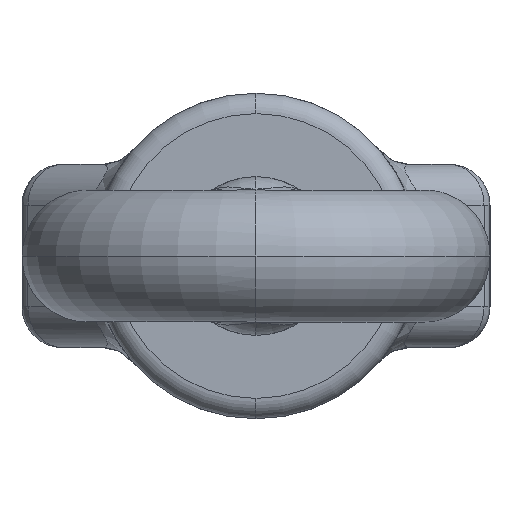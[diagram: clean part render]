
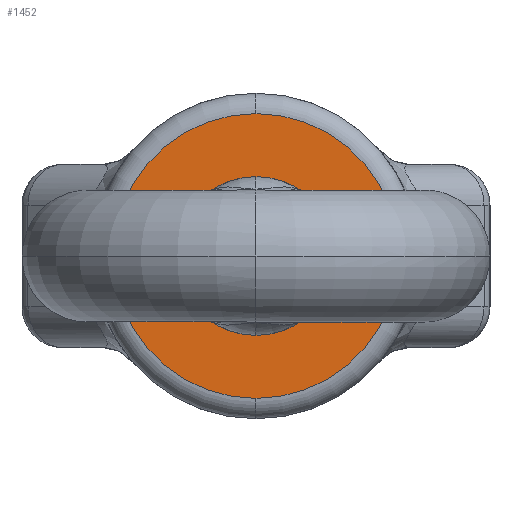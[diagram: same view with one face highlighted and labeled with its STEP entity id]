
A CAD part, left-side view. The second image highlights one B-rep face of the part: STEP entity #1452.
In plain terms, the highlighted planar face has unit normal (-1, 0, 0).
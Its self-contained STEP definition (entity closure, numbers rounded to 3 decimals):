
#380 = EDGE_CURVE ( 'NONE', #1141, #5477, #3669, .T. ) ;
#435 = CIRCLE ( 'NONE', #2240, 7. ) ;
#498 = AXIS2_PLACEMENT_3D ( 'NONE', #5098, #5674, #5530 ) ;
#518 = CIRCLE ( 'NONE', #3395, 7. ) ;
#742 = DIRECTION ( 'NONE',  ( 0., 0., 1. ) ) ;
#846 = EDGE_CURVE ( 'NONE', #5477, #1141, #1064, .T. ) ;
#996 = ORIENTED_EDGE ( 'NONE', *, *, #5687, .T. ) ;
#1019 = AXIS2_PLACEMENT_3D ( 'NONE', #6945, #2145, #7417 ) ;
#1064 = CIRCLE ( 'NONE', #498, 3.9 ) ;
#1141 = VERTEX_POINT ( 'NONE', #6919 ) ;
#1182 = VERTEX_POINT ( 'NONE', #6527 ) ;
#1452 = ADVANCED_FACE ( 'NONE', ( #1544, #2911 ), #5084, .T. ) ;
#1544 = FACE_OUTER_BOUND ( 'NONE', #4151, .T. ) ;
#1682 = CARTESIAN_POINT ( 'NONE',  ( -53., 0., 3.9 ) ) ;
#2053 = CARTESIAN_POINT ( 'NONE',  ( -53., 0., 7. ) ) ;
#2145 = DIRECTION ( 'NONE',  ( -1., 0., 0. ) ) ;
#2240 = AXIS2_PLACEMENT_3D ( 'NONE', #2611, #3834, #3317 ) ;
#2611 = CARTESIAN_POINT ( 'NONE',  ( -53., 0., 0. ) ) ;
#2911 = FACE_BOUND ( 'NONE', #3318, .T. ) ;
#2971 = CARTESIAN_POINT ( 'NONE',  ( -53., 0., 0. ) ) ;
#3112 = VERTEX_POINT ( 'NONE', #2053 ) ;
#3128 = CARTESIAN_POINT ( 'NONE',  ( -53., 0., 0. ) ) ;
#3317 = DIRECTION ( 'NONE',  ( 0., 0., 1. ) ) ;
#3318 = EDGE_LOOP ( 'NONE', ( #5107, #6741 ) ) ;
#3395 = AXIS2_PLACEMENT_3D ( 'NONE', #2971, #4782, #7085 ) ;
#3420 = ORIENTED_EDGE ( 'NONE', *, *, #6152, .T. ) ;
#3669 = CIRCLE ( 'NONE', #7574, 3.9 ) ;
#3834 = DIRECTION ( 'NONE',  ( -1., 0., 0. ) ) ;
#4151 = EDGE_LOOP ( 'NONE', ( #996, #3420 ) ) ;
#4782 = DIRECTION ( 'NONE',  ( -1., 0., 0. ) ) ;
#5084 = PLANE ( 'NONE',  #1019 ) ;
#5098 = CARTESIAN_POINT ( 'NONE',  ( -53., 0., 0. ) ) ;
#5107 = ORIENTED_EDGE ( 'NONE', *, *, #380, .F. ) ;
#5477 = VERTEX_POINT ( 'NONE', #1682 ) ;
#5530 = DIRECTION ( 'NONE',  ( 0., 0., 1. ) ) ;
#5674 = DIRECTION ( 'NONE',  ( -1., 0., 0. ) ) ;
#5687 = EDGE_CURVE ( 'NONE', #3112, #1182, #435, .T. ) ;
#6152 = EDGE_CURVE ( 'NONE', #1182, #3112, #518, .T. ) ;
#6527 = CARTESIAN_POINT ( 'NONE',  ( -53., 0., -7. ) ) ;
#6741 = ORIENTED_EDGE ( 'NONE', *, *, #846, .F. ) ;
#6919 = CARTESIAN_POINT ( 'NONE',  ( -53., 0., -3.9 ) ) ;
#6945 = CARTESIAN_POINT ( 'NONE',  ( -53., 0., -3. ) ) ;
#7085 = DIRECTION ( 'NONE',  ( 0., 0., 1. ) ) ;
#7242 = DIRECTION ( 'NONE',  ( -1., 0., 0. ) ) ;
#7417 = DIRECTION ( 'NONE',  ( 0., 0., 1. ) ) ;
#7574 = AXIS2_PLACEMENT_3D ( 'NONE', #3128, #7242, #742 ) ;
